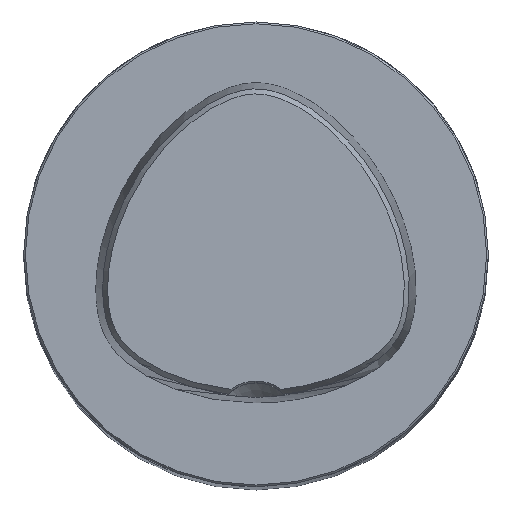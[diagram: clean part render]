
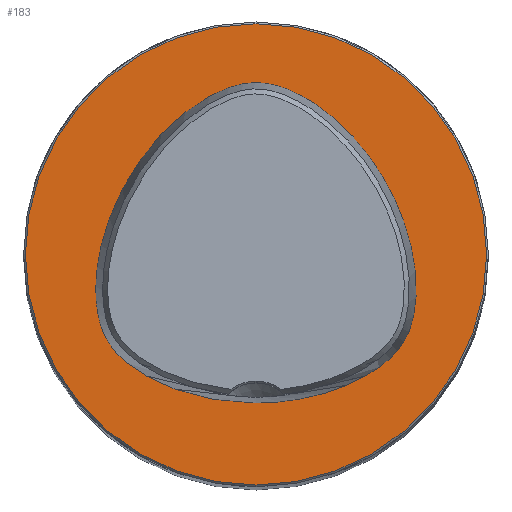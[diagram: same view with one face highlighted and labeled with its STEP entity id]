
A CAD part, top view. The second image highlights one B-rep face of the part: STEP entity #183.
In plain terms, the highlighted planar face has unit normal (0, 0, 1).
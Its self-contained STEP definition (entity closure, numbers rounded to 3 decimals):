
#129=FACE_BOUND('',#298,.T.);
#130=FACE_BOUND('',#299,.T.);
#183=ADVANCED_FACE('CU_E_LO_SU_1',(#129,#130),#234,.F.);
#234=PLANE('',#809);
#298=EDGE_LOOP('',(#450));
#299=EDGE_LOOP('',(#451));
#376=CIRCLE('',#808,39.7);
#450=ORIENTED_EDGE('',*,*,#654,.T.);
#451=ORIENTED_EDGE('',*,*,#693,.T.);
#584=VERTEX_POINT('',#1522);
#622=VERTEX_POINT('',#2066);
#654=EDGE_CURVE('',#584,#584,#741,.T.);
#693=EDGE_CURVE('',#622,#622,#376,.T.);
#741=B_SPLINE_CURVE_WITH_KNOTS('',3,(#1445,#1446,#1447,#1448,#1449,#1450,
#1451,#1452,#1453,#1454,#1455,#1456,#1457,#1458,#1459,#1460,#1461,#1462,
#1463,#1464,#1465,#1466,#1467,#1468,#1469,#1470,#1471,#1472,#1473,#1474,
#1475,#1476,#1477,#1478,#1479,#1480,#1481,#1482,#1483,#1484,#1485,#1486,
#1487,#1488,#1489,#1490,#1491,#1492,#1493,#1494,#1495,#1496,#1497,#1498,
#1499,#1500,#1501,#1502,#1503,#1504,#1505,#1506,#1507,#1508,#1509,#1510,
#1511,#1512,#1513,#1514,#1515,#1516,#1517,#1518,#1519,#1520,#1521),
 .UNSPECIFIED.,.T.,.F.,(1,1,2,1,1,1,1,1,1,1,1,1,1,1,1,1,1,1,1,1,1,1,1,1,
1,1,1,1,1,1,1,1,1,1,1,1,1,1,1,1,1,1,1,1,1,1,1,1,1,1,1,1,1,1,1,1,1,1,1,1,
1,1,1,1,1,1,1,1,1,1,1,1,1,1,1,1,2,1,1),(-0.031,-0.016,0.,0.016,
0.031,0.063,0.078,0.094,0.109,0.125,0.133,0.141,0.148,
0.156,0.164,0.172,0.18,0.188,0.195,0.203,0.219,
0.234,0.25,0.266,0.281,0.313,0.344,0.359,0.375,0.391,0.406,
0.422,0.438,0.453,0.469,0.477,0.484,0.492,0.496,
0.5,0.504,0.508,0.516,0.523,0.531,0.547,0.563,0.578,
0.594,0.609,0.625,0.641,0.656,0.688,0.719,0.734,0.75,0.766,
0.781,0.797,0.805,0.813,0.82,0.828,0.836,0.844,
0.852,0.859,0.867,0.875,0.891,0.906,0.922,0.938,0.969,
0.984,1.,1.016,1.031),.UNSPECIFIED.);
#808=AXIS2_PLACEMENT_3D('',#2065,#926,#927);
#809=AXIS2_PLACEMENT_3D('',#2067,#928,#929);
#926=DIRECTION('',(0.,0.,1.));
#927=DIRECTION('',(1.,0.,0.));
#928=DIRECTION('',(0.,0.,-1.));
#929=DIRECTION('',(-1.,0.,0.));
#1445=CARTESIAN_POINT('',(0.901,-25.575,0.));
#1446=CARTESIAN_POINT('',(-0.901,-25.575,0.));
#1447=CARTESIAN_POINT('',(-2.704,-25.519,0.));
#1448=CARTESIAN_POINT('',(-6.296,-25.183,0.));
#1449=CARTESIAN_POINT('',(-9.847,-24.505,0.));
#1450=CARTESIAN_POINT('',(-13.303,-23.467,0.));
#1451=CARTESIAN_POINT('',(-15.832,-22.497,0.));
#1452=CARTESIAN_POINT('',(-18.274,-21.325,0.));
#1453=CARTESIAN_POINT('',(-20.211,-20.163,0.));
#1454=CARTESIAN_POINT('',(-21.677,-19.107,0.));
#1455=CARTESIAN_POINT('',(-22.725,-18.247,0.));
#1456=CARTESIAN_POINT('',(-23.709,-17.313,0.));
#1457=CARTESIAN_POINT('',(-24.61,-16.296,0.));
#1458=CARTESIAN_POINT('',(-25.401,-15.19,0.));
#1459=CARTESIAN_POINT('',(-26.058,-13.998,0.));
#1460=CARTESIAN_POINT('',(-26.575,-12.74,0.));
#1461=CARTESIAN_POINT('',(-26.965,-11.439,0.));
#1462=CARTESIAN_POINT('',(-27.249,-10.112,0.));
#1463=CARTESIAN_POINT('',(-27.504,-8.324,0.));
#1464=CARTESIAN_POINT('',(-27.619,-6.066,0.));
#1465=CARTESIAN_POINT('',(-27.493,-3.36,0.));
#1466=CARTESIAN_POINT('',(-27.139,-0.675,0.));
#1467=CARTESIAN_POINT('',(-26.581,1.974,0.));
#1468=CARTESIAN_POINT('',(-25.59,5.443,0.));
#1469=CARTESIAN_POINT('',(-23.922,9.642,0.));
#1470=CARTESIAN_POINT('',(-21.745,13.599,0.));
#1471=CARTESIAN_POINT('',(-19.72,16.584,0.));
#1472=CARTESIAN_POINT('',(-18.063,18.723,0.));
#1473=CARTESIAN_POINT('',(-16.269,20.75,0.));
#1474=CARTESIAN_POINT('',(-14.343,22.652,0.));
#1475=CARTESIAN_POINT('',(-12.284,24.409,0.));
#1476=CARTESIAN_POINT('',(-10.091,26.,0.));
#1477=CARTESIAN_POINT('',(-7.766,27.392,0.));
#1478=CARTESIAN_POINT('',(-5.716,28.346,0.));
#1479=CARTESIAN_POINT('',(-4.01,28.944,0.));
#1480=CARTESIAN_POINT('',(-2.698,29.293,0.));
#1481=CARTESIAN_POINT('',(-1.581,29.483,0.));
#1482=CARTESIAN_POINT('',(-0.679,29.562,0.));
#1483=CARTESIAN_POINT('',(0.,29.582,0.));
#1484=CARTESIAN_POINT('',(0.679,29.562,0.));
#1485=CARTESIAN_POINT('',(1.581,29.483,0.));
#1486=CARTESIAN_POINT('',(2.698,29.293,0.));
#1487=CARTESIAN_POINT('',(4.01,28.944,0.));
#1488=CARTESIAN_POINT('',(5.716,28.346,0.));
#1489=CARTESIAN_POINT('',(7.766,27.392,0.));
#1490=CARTESIAN_POINT('',(10.091,26.,0.));
#1491=CARTESIAN_POINT('',(12.284,24.409,0.));
#1492=CARTESIAN_POINT('',(14.343,22.652,0.));
#1493=CARTESIAN_POINT('',(16.269,20.75,0.));
#1494=CARTESIAN_POINT('',(18.063,18.723,0.));
#1495=CARTESIAN_POINT('',(19.72,16.584,0.));
#1496=CARTESIAN_POINT('',(21.745,13.599,0.));
#1497=CARTESIAN_POINT('',(23.922,9.642,0.));
#1498=CARTESIAN_POINT('',(25.59,5.443,0.));
#1499=CARTESIAN_POINT('',(26.581,1.974,0.));
#1500=CARTESIAN_POINT('',(27.139,-0.675,0.));
#1501=CARTESIAN_POINT('',(27.493,-3.36,0.));
#1502=CARTESIAN_POINT('',(27.619,-6.066,0.));
#1503=CARTESIAN_POINT('',(27.504,-8.324,0.));
#1504=CARTESIAN_POINT('',(27.249,-10.112,0.));
#1505=CARTESIAN_POINT('',(26.965,-11.439,0.));
#1506=CARTESIAN_POINT('',(26.575,-12.74,0.));
#1507=CARTESIAN_POINT('',(26.058,-13.998,0.));
#1508=CARTESIAN_POINT('',(25.401,-15.19,0.));
#1509=CARTESIAN_POINT('',(24.61,-16.296,0.));
#1510=CARTESIAN_POINT('',(23.709,-17.313,0.));
#1511=CARTESIAN_POINT('',(22.725,-18.247,0.));
#1512=CARTESIAN_POINT('',(21.677,-19.107,0.));
#1513=CARTESIAN_POINT('',(20.211,-20.163,0.));
#1514=CARTESIAN_POINT('',(18.274,-21.325,0.));
#1515=CARTESIAN_POINT('',(15.832,-22.497,0.));
#1516=CARTESIAN_POINT('',(13.303,-23.467,0.));
#1517=CARTESIAN_POINT('',(9.847,-24.505,0.));
#1518=CARTESIAN_POINT('',(6.296,-25.183,0.));
#1519=CARTESIAN_POINT('',(2.704,-25.519,0.));
#1520=CARTESIAN_POINT('',(0.901,-25.575,0.));
#1521=CARTESIAN_POINT('',(-0.901,-25.575,0.));
#1522=CARTESIAN_POINT('',(0.,-25.575,0.));
#2065=CARTESIAN_POINT('',(0.,0.,0.));
#2066=CARTESIAN_POINT('',(39.7,0.,0.));
#2067=CARTESIAN_POINT('',(0.,1.996,0.));
